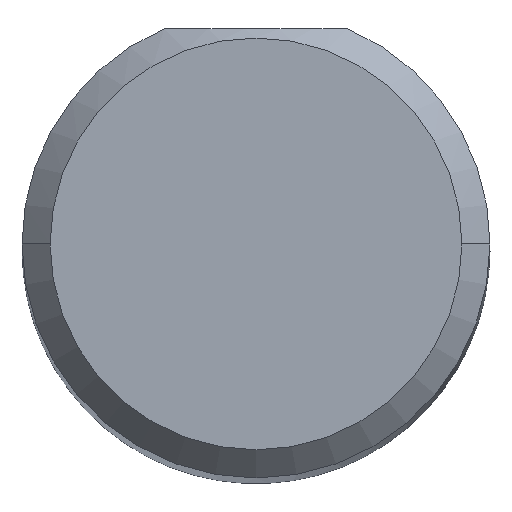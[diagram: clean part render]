
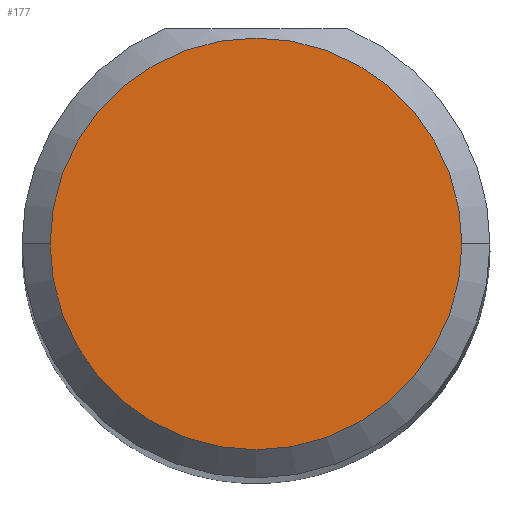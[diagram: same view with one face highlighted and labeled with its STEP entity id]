
A CAD part, top view. The second image highlights one B-rep face of the part: STEP entity #177.
In plain terms, the highlighted planar face has unit normal (0, 0, 1).
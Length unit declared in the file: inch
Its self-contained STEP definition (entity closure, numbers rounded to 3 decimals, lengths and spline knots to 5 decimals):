
#36 = ORIENTED_EDGE ( 'NONE', *, *, #247, .T. ) ;
#58 = CIRCLE ( 'NONE', #432, 0.11 ) ;
#60 = CARTESIAN_POINT ( 'NONE',  ( 0., 0., 2.5 ) ) ;
#64 = ORIENTED_EDGE ( 'NONE', *, *, #513, .T. ) ;
#67 = DIRECTION ( 'NONE',  ( 1., 0., 0. ) ) ;
#88 = EDGE_LOOP ( 'NONE', ( #64, #36 ) ) ;
#94 = AXIS2_PLACEMENT_3D ( 'NONE', #60, #106, #273 ) ;
#106 = DIRECTION ( 'NONE',  ( 0., 0., 1. ) ) ;
#109 = VERTEX_POINT ( 'NONE', #296 ) ;
#117 = DIRECTION ( 'NONE',  ( 0., 0., 1. ) ) ;
#132 = CARTESIAN_POINT ( 'NONE',  ( 0., 0., 2.5 ) ) ;
#136 = DIRECTION ( 'NONE',  ( 0., 0., 1. ) ) ;
#166 = VERTEX_POINT ( 'NONE', #528 ) ;
#177 = ADVANCED_FACE ( 'NONE', ( #571 ), #215, .T. ) ;
#215 = PLANE ( 'NONE',  #94 ) ;
#247 = EDGE_CURVE ( 'NONE', #109, #166, #350, .T. ) ;
#273 = DIRECTION ( 'NONE',  ( 1., 0., 0. ) ) ;
#296 = CARTESIAN_POINT ( 'NONE',  ( 0.11, 0., 2.5 ) ) ;
#339 = DIRECTION ( 'NONE',  ( 1., 0., 0. ) ) ;
#350 = CIRCLE ( 'NONE', #644, 0.11 ) ;
#432 = AXIS2_PLACEMENT_3D ( 'NONE', #537, #117, #67 ) ;
#513 = EDGE_CURVE ( 'NONE', #166, #109, #58, .T. ) ;
#528 = CARTESIAN_POINT ( 'NONE',  ( -0.11, 0., 2.5 ) ) ;
#537 = CARTESIAN_POINT ( 'NONE',  ( 0., 0., 2.5 ) ) ;
#571 = FACE_OUTER_BOUND ( 'NONE', #88, .T. ) ;
#644 = AXIS2_PLACEMENT_3D ( 'NONE', #132, #136, #339 ) ;
